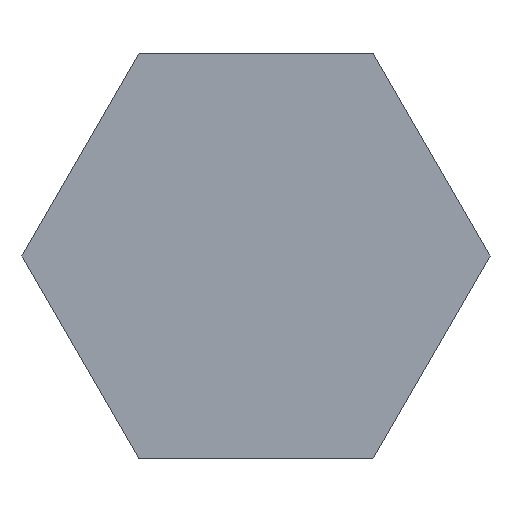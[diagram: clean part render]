
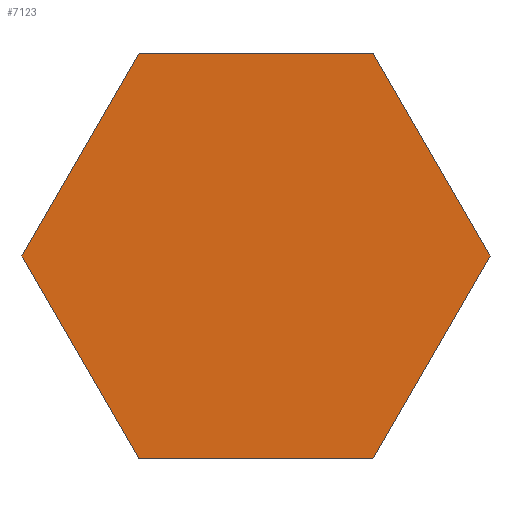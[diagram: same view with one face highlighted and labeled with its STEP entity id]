
A CAD part, front view. The second image highlights one B-rep face of the part: STEP entity #7123.
In plain terms, the highlighted planar face has unit normal (0, -1, 0).
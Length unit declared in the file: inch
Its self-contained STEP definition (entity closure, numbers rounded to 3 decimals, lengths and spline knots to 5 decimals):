
#4 = VERTEX_POINT ( 'NONE', #836 ) ;
#5 = PLANE ( 'NONE',  #5276 ) ;
#77 = CARTESIAN_POINT ( 'NONE',  ( 0.21651, -0.2, -0.125 ) ) ;
#157 = DIRECTION ( 'NONE',  ( 0., 0., 1. ) ) ;
#277 = LINE ( 'NONE', #2741, #7710 ) ;
#549 = EDGE_CURVE ( 'NONE', #7538, #3186, #5522, .T. ) ;
#714 = LINE ( 'NONE', #5601, #1075 ) ;
#836 = CARTESIAN_POINT ( 'NONE',  ( -0.14434, -0.2, -0.25 ) ) ;
#866 = ORIENTED_EDGE ( 'NONE', *, *, #3703, .F. ) ;
#1075 = VECTOR ( 'NONE', #6800, 39.37008 ) ;
#1225 = DIRECTION ( 'NONE',  ( -0.5, 0., -0.866 ) ) ;
#1293 = ORIENTED_EDGE ( 'NONE', *, *, #2294, .F. ) ;
#1434 = ORIENTED_EDGE ( 'NONE', *, *, #2883, .F. ) ;
#1477 = CARTESIAN_POINT ( 'NONE',  ( 0.21651, -0.2, 0.125 ) ) ;
#1832 = VECTOR ( 'NONE', #3215, 39.37008 ) ;
#1903 = EDGE_LOOP ( 'NONE', ( #866, #1293, #7884, #7253, #5083, #1434 ) ) ;
#2024 = LINE ( 'NONE', #4447, #6936 ) ;
#2199 = EDGE_CURVE ( 'NONE', #4, #4121, #714, .T. ) ;
#2261 = CARTESIAN_POINT ( 'NONE',  ( -0.14434, -0.2, 0.25 ) ) ;
#2294 = EDGE_CURVE ( 'NONE', #4121, #5635, #2024, .T. ) ;
#2521 = VECTOR ( 'NONE', #1225, 39.37008 ) ;
#2741 = CARTESIAN_POINT ( 'NONE',  ( 0., -0.2, -0.25 ) ) ;
#2781 = DIRECTION ( 'NONE',  ( -1., 0., 0. ) ) ;
#2883 = EDGE_CURVE ( 'NONE', #3293, #7538, #6974, .T. ) ;
#3024 = FACE_OUTER_BOUND ( 'NONE', #1903, .T. ) ;
#3186 = VERTEX_POINT ( 'NONE', #4124 ) ;
#3215 = DIRECTION ( 'NONE',  ( 0.5, 0., -0.866 ) ) ;
#3263 = VECTOR ( 'NONE', #7527, 39.37008 ) ;
#3293 = VERTEX_POINT ( 'NONE', #5769 ) ;
#3703 = EDGE_CURVE ( 'NONE', #5635, #3293, #3761, .T. ) ;
#3761 = LINE ( 'NONE', #4480, #3263 ) ;
#4121 = VERTEX_POINT ( 'NONE', #6476 ) ;
#4124 = CARTESIAN_POINT ( 'NONE',  ( 0.14434, -0.2, -0.25 ) ) ;
#4249 = DIRECTION ( 'NONE',  ( 0., 1., 0. ) ) ;
#4447 = CARTESIAN_POINT ( 'NONE',  ( -0.21651, -0.2, 0.125 ) ) ;
#4480 = CARTESIAN_POINT ( 'NONE',  ( 0., -0.2, 0.25 ) ) ;
#4763 = CARTESIAN_POINT ( 'NONE',  ( 0.28868, -0.2, 0. ) ) ;
#4883 = DIRECTION ( 'NONE',  ( 0.5, 0., 0.866 ) ) ;
#5083 = ORIENTED_EDGE ( 'NONE', *, *, #549, .F. ) ;
#5276 = AXIS2_PLACEMENT_3D ( 'NONE', #6127, #4249, #157 ) ;
#5522 = LINE ( 'NONE', #77, #2521 ) ;
#5601 = CARTESIAN_POINT ( 'NONE',  ( -0.21651, -0.2, -0.125 ) ) ;
#5635 = VERTEX_POINT ( 'NONE', #2261 ) ;
#5769 = CARTESIAN_POINT ( 'NONE',  ( 0.14434, -0.2, 0.25 ) ) ;
#6127 = CARTESIAN_POINT ( 'NONE',  ( 0., -0.2, 0. ) ) ;
#6476 = CARTESIAN_POINT ( 'NONE',  ( -0.28868, -0.2, 0. ) ) ;
#6800 = DIRECTION ( 'NONE',  ( -0.5, 0., 0.866 ) ) ;
#6908 = EDGE_CURVE ( 'NONE', #3186, #4, #277, .T. ) ;
#6936 = VECTOR ( 'NONE', #4883, 39.37008 ) ;
#6974 = LINE ( 'NONE', #1477, #1832 ) ;
#7123 = ADVANCED_FACE ( 'NONE', ( #3024 ), #5, .F. ) ;
#7253 = ORIENTED_EDGE ( 'NONE', *, *, #6908, .F. ) ;
#7527 = DIRECTION ( 'NONE',  ( 1., 0., 0. ) ) ;
#7538 = VERTEX_POINT ( 'NONE', #4763 ) ;
#7710 = VECTOR ( 'NONE', #2781, 39.37008 ) ;
#7884 = ORIENTED_EDGE ( 'NONE', *, *, #2199, .F. ) ;
